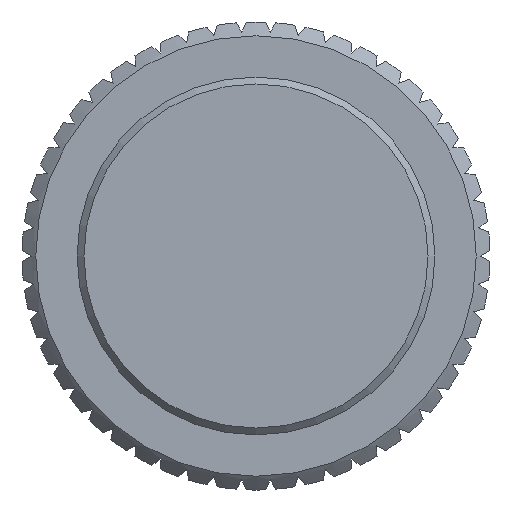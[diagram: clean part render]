
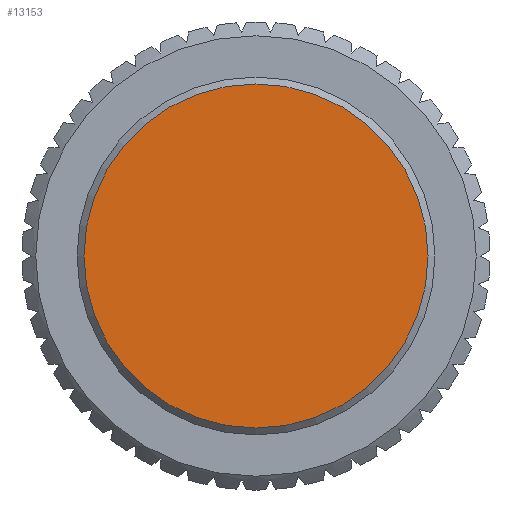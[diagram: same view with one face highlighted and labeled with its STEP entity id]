
A CAD part, left-side view. The second image highlights one B-rep face of the part: STEP entity #13153.
In plain terms, the highlighted planar face has unit normal (-1, 0, 0).
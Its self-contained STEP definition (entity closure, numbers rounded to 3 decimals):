
#13130=CARTESIAN_POINT('',(0.,12.5,0.));
#13131=VERTEX_POINT('',#13130);
#13132=CARTESIAN_POINT('',(0.,0.0,0.0));
#13133=DIRECTION('',(1.0,0.0,0.0));
#13134=DIRECTION('',(0.0,-1.0,0.0));
#13135=AXIS2_PLACEMENT_3D('',#13132,#13133,#13134);
#13136=CIRCLE('',#13135,12.5);
#13137=EDGE_CURVE('',#13131,#13131,#13136,.T.);
#13145=CARTESIAN_POINT('',(0.,6.5,0.0));
#13146=DIRECTION('',(-1.0,0.0,0.0));
#13147=DIRECTION('',(0.0,0.0,1.0));
#13148=AXIS2_PLACEMENT_3D('',#13145,#13146,#13147);
#13149=PLANE('',#13148);
#13150=ORIENTED_EDGE('',*,*,#13137,.F.);
#13151=EDGE_LOOP('',(#13150));
#13152=FACE_OUTER_BOUND('',#13151,.T.);
#13153=ADVANCED_FACE('',(#13152),#13149,.T.);
